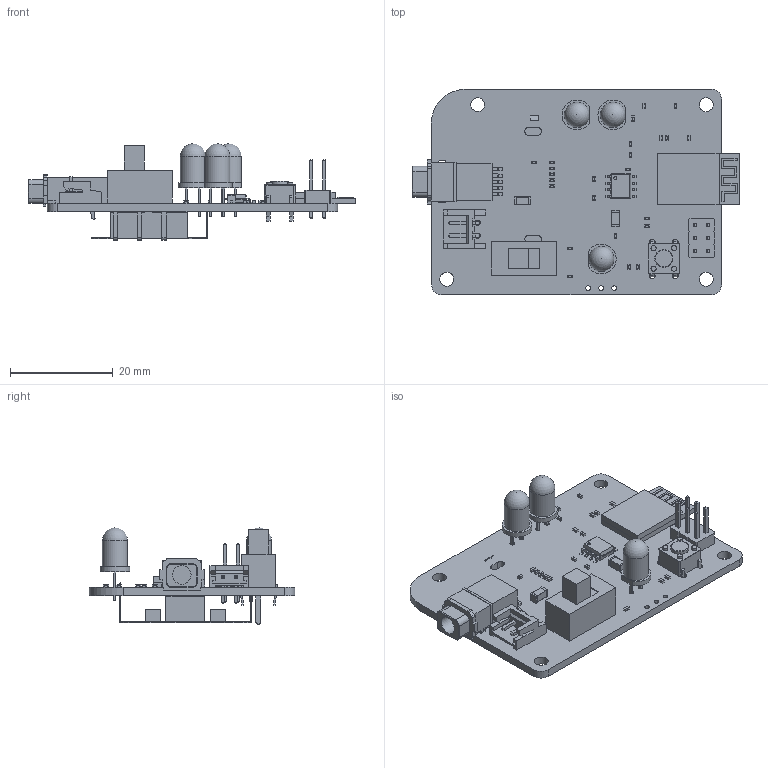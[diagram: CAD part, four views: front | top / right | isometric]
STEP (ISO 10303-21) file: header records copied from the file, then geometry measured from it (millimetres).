
FILE_DESCRIPTION(('FreeCAD Model'),'2;1');
FILE_NAME('senseBe_rev4_PCB.step' ,'2019-10-18T11:24:01',('Author'),(''), 'Open CASCADE STEP processor 7.2','FreeCAD','Unknown');
FILE_SCHEMA(('AUTOMOTIVE_DESIGN { 1 0 10303 214 1 1 1 1 }'));
Length unit declared in the file: millimetre
Products named in the file (43): senseBe_rev4_main; Board_Geoms; Pcb; Step_Models; Top; C12_C_0402_1005Metric_5DA73B0A; U4_SOIC_8_39x49mm_P127mm_5DA73B24; BT1_JST_S2B_EH_5DA74468; C1_C_0402_1005Metric_5DA7449A; C2_C_0402_1005Metric_5DA744A8; C3_C_0402_1005Metric_5DA744C4; C4_C_0402_1005Metric_5DA744C5; C5_C_0402_1005Metric_5DA744E1; C7_C_0402_1005Metric_5DA744F2; C8_C_1206_3216Metric_5DA74D88; C9_C_0402_1005Metric_5DA74510; C10_C_1206_3216Metric_5DA74B99; C11_C_0402_1005Metric_5DA7452E; D1_LED_D5.0mm_5DA7453C; D2_LED_D5.0mm_5DA7454D; J1_PJ-611-5A_Audio_Jack_v1_5DA74590; J2_PinHeader_2x03_P254mm_Vertical_5DA745B1; R1_C_0402_1005Metric_5DA74688; R2_C_0402_1005Metric_5DA74696; R3_C_0402_1005Metric_5DA746A4; R6_C_0402_1005Metric_5DA746B2; R7_C_0402_1005Metric_5DA746C0; R8_C_0402_1005Metric_5DA746CE; R9_C_0402_1005Metric_5DA746DC; R10_C_0402_1005Metric_5DA746EA; R11_C_0402_1005Metric_5DA746F8; R12_C_0402_1005Metric_5DA74706; R13_C_0402_1005Metric_5DA74714; R14_C_0402_1005Metric_5DA74722; R15_C_0402_1005Metric_5DA74730; R16_C_0402_1005Metric_5DA7473E; R17_C_0402_1005Metric_5DA7474C; SW1_Slider_SW_v1_5DA7475A; SW2_SW_PUSH_6mm_5DA74765; U1_nRF-MDBT42Q_v1_5DA747B7 ...
Assembly tree (42 placements, depth 4):
  senseBe_rev4_main
    Board_Geoms
      Pcb
    Step_Models
      Top
        C12_C_0402_1005Metric_5DA73B0A
        U4_SOIC_8_39x49mm_P127mm_5DA73B24
        BT1_JST_S2B_EH_5DA74468
        C1_C_0402_1005Metric_5DA7449A
        C2_C_0402_1005Metric_5DA744A8
        C3_C_0402_1005Metric_5DA744C4
        C4_C_0402_1005Metric_5DA744C5
        C5_C_0402_1005Metric_5DA744E1
        C7_C_0402_1005Metric_5DA744F2
        C8_C_1206_3216Metric_5DA74D88
        C9_C_0402_1005Metric_5DA74510
        C10_C_1206_3216Metric_5DA74B99
        C11_C_0402_1005Metric_5DA7452E
        D1_LED_D5.0mm_5DA7453C
        D2_LED_D5.0mm_5DA7454D
        J1_PJ-611-5A_Audio_Jack_v1_5DA74590
        J2_PinHeader_2x03_P254mm_Vertical_5DA745B1
        R1_C_0402_1005Metric_5DA74688
        R2_C_0402_1005Metric_5DA74696
        R3_C_0402_1005Metric_5DA746A4
        R6_C_0402_1005Metric_5DA746B2
        R7_C_0402_1005Metric_5DA746C0
        R8_C_0402_1005Metric_5DA746CE
        R9_C_0402_1005Metric_5DA746DC
        R10_C_0402_1005Metric_5DA746EA
        R11_C_0402_1005Metric_5DA746F8
        R12_C_0402_1005Metric_5DA74706
        R13_C_0402_1005Metric_5DA74714
        R14_C_0402_1005Metric_5DA74722
        R15_C_0402_1005Metric_5DA74730
        R16_C_0402_1005Metric_5DA7473E
        R17_C_0402_1005Metric_5DA7474C
        SW1_Slider_SW_v1_5DA7475A
        SW2_SW_PUSH_6mm_5DA74765
        U1_nRF-MDBT42Q_v1_5DA747B7
        D3_LED_D5.0mm_5DA756CD
      Bot
        BT2_BatteryHolder_Keystone_3009_1x2450_5DA73D29
Bounding box: 63.7 x 40 x 18.76 mm (x, y, z)
Volume: 5974 mm3; surface area: 9426.1 mm2
Topology: 39 solids, 39 shells, 1640 faces, 4246 edges, 2774 vertices
Faces by surface type: plane 1105, cylinder 493, bspline 32, torus 7, sphere 3
Full cylindrical faces by diameter (mm): 0.6 x1, 0.9 x9, 1 x12, 1.1 x6, 1.15 x2, 1.7 x3, 2.7 x4, 3.5 x1, 3.6 x1, 4.9 x3
Entity records: 61341 total; most frequent: CARTESIAN_POINT 8828, DIRECTION 8514, ORIENTED_EDGE 8486, EDGE_CURVE 4243, LINE 3210, VECTOR 3210, VERTEX_POINT 2774, AXIS2_PLACEMENT_3D 2652
